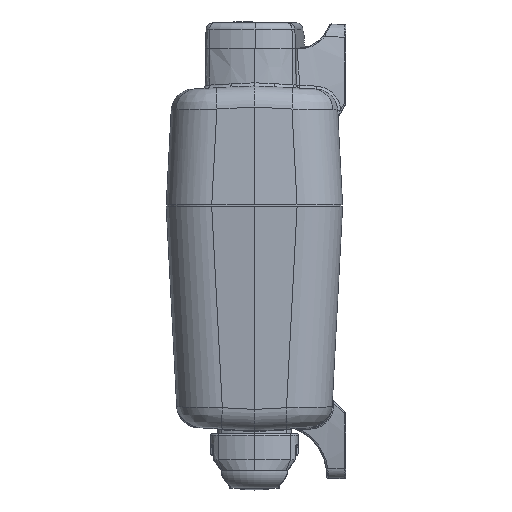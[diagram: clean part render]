
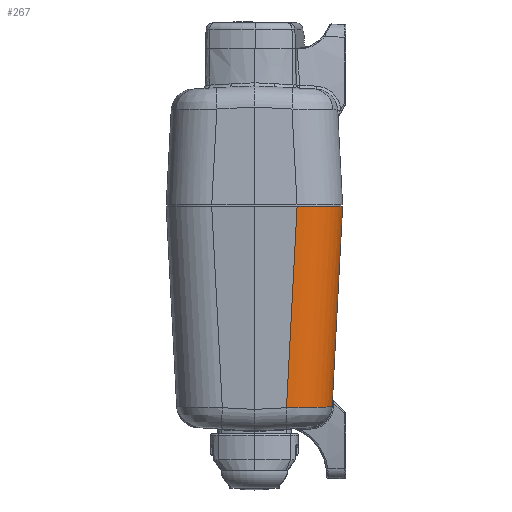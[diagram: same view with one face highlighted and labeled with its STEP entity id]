
A CAD part, left-side view. The second image highlights one B-rep face of the part: STEP entity #267.
In plain terms, the highlighted cylindrical face has radius 15 mm (diameter 30 mm), a partial arc.
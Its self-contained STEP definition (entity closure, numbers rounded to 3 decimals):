
#222 = CARTESIAN_POINT ( 'NONE',  ( -66.843, -27.5, 70. ) ) ;
#267 = ADVANCED_FACE ( 'NONE', ( #62642 ), #48776, .T. ) ;
#903 = LINE ( 'NONE', #26715, #16364 ) ;
#5164 = VERTEX_POINT ( 'NONE', #18147 ) ;
#5392 = DIRECTION ( 'NONE',  ( 0., 0.999, 0.052 ) ) ;
#8069 = CARTESIAN_POINT ( 'NONE',  ( -78.681, -10.012, 7.149 ) ) ;
#8304 = CARTESIAN_POINT ( 'NONE',  ( -78.681, -10.012, 7.149 ) ) ;
#8993 = ORIENTED_EDGE ( 'NONE', *, *, #22929, .T. ) ;
#9511 = ORIENTED_EDGE ( 'NONE', *, *, #17594, .F. ) ;
#10183 = VERTEX_POINT ( 'NONE', #57803 ) ;
#13294 = CARTESIAN_POINT ( 'NONE',  ( -78.242, -18.421, 7.191 ) ) ;
#16364 = VECTOR ( 'NONE', #63189, 1000. ) ;
#17594 = EDGE_CURVE ( 'NONE', #41380, #45768, #53372, .T. ) ;
#18147 = CARTESIAN_POINT ( 'NONE',  ( -66.843, -27.5, 70. ) ) ;
#18511 = CARTESIAN_POINT ( 'NONE',  ( -63.742, -24.227, 7.547 ) ) ;
#19659 = CARTESIAN_POINT ( 'NONE',  ( -81.802, -13.306, 70. ) ) ;
#20926 = CARTESIAN_POINT ( 'NONE',  ( -81.802, -13.306, 70. ) ) ;
#21648 = EDGE_LOOP ( 'NONE', ( #9511, #8993, #33826, #64184 ) ) ;
#22383 = EDGE_CURVE ( 'NONE', #45768, #5164, #64853, .T. ) ;
#22929 = EDGE_CURVE ( 'NONE', #41380, #10183, #30597, .T. ) ;
#23124 = EDGE_CURVE ( 'NONE', #5164, #10183, #903, .T. ) ;
#26715 = CARTESIAN_POINT ( 'NONE',  ( -66.881, -27.541, 70.773 ) ) ;
#30597 =( BOUNDED_CURVE ( )  B_SPLINE_CURVE ( 3, ( #8069, #13294, #49771, #18511 ),
 .UNSPECIFIED., .F., .F. ) 
 B_SPLINE_CURVE_WITH_KNOTS ( ( 4, 4 ),
 ( 2.066, 3.582 ),
 .UNSPECIFIED. ) 
 CURVE ( )  GEOMETRIC_REPRESENTATION_ITEM ( )  RATIONAL_B_SPLINE_CURVE ( ( 1., 0.818, 0.818, 1. ) ) 
 REPRESENTATION_ITEM ( '' )  );
#31484 = CARTESIAN_POINT ( 'NONE',  ( -75.261, -27.5, 70. ) ) ;
#33826 = ORIENTED_EDGE ( 'NONE', *, *, #23124, .F. ) ;
#37768 = AXIS2_PLACEMENT_3D ( 'NONE', #63284, #41805, #5392 ) ;
#37860 = VECTOR ( 'NONE', #62875, 1000. ) ;
#41380 = VERTEX_POINT ( 'NONE', #8304 ) ;
#41805 = DIRECTION ( 'NONE',  ( 0.05, 0.052, -0.997 ) ) ;
#45768 = VERTEX_POINT ( 'NONE', #19659 ) ;
#48776 = CYLINDRICAL_SURFACE ( 'NONE', #37768, 15. ) ;
#49771 = CARTESIAN_POINT ( 'NONE',  ( -72.15, -24.217, 7.353 ) ) ;
#52196 = CARTESIAN_POINT ( 'NONE',  ( -81.361, -21.712, 70. ) ) ;
#53372 = LINE ( 'NONE', #57628, #37860 ) ;
#57628 = CARTESIAN_POINT ( 'NONE',  ( -78.098, -9.397, -4.587 ) ) ;
#57803 = CARTESIAN_POINT ( 'NONE',  ( -63.742, -24.227, 7.547 ) ) ;
#62642 = FACE_OUTER_BOUND ( 'NONE', #21648, .T. ) ;
#62875 = DIRECTION ( 'NONE',  ( -0.05, -0.052, 0.997 ) ) ;
#63189 = DIRECTION ( 'NONE',  ( 0.05, 0.052, -0.997 ) ) ;
#63284 = CARTESIAN_POINT ( 'NONE',  ( -66.881, -12.561, 71.559 ) ) ;
#64184 = ORIENTED_EDGE ( 'NONE', *, *, #22383, .F. ) ;
#64853 =( BOUNDED_CURVE ( )  B_SPLINE_CURVE ( 3, ( #20926, #52196, #31484, #222 ),
 .UNSPECIFIED., .F., .F. ) 
 B_SPLINE_CURVE_WITH_KNOTS ( ( 4, 4 ),
 ( 2.383, 3.899 ),
 .UNSPECIFIED. ) 
 CURVE ( )  GEOMETRIC_REPRESENTATION_ITEM ( )  RATIONAL_B_SPLINE_CURVE ( ( 1., 0.818, 0.818, 1. ) ) 
 REPRESENTATION_ITEM ( '' )  );
